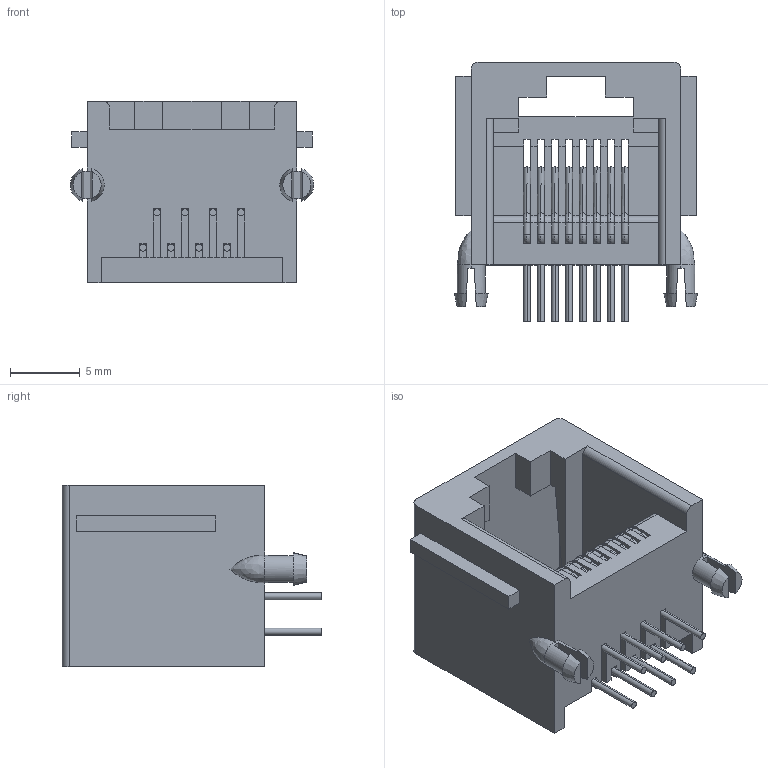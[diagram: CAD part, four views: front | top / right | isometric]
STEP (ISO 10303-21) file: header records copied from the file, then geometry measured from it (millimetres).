
FILE_DESCRIPTION((''),'2;1');
FILE_NAME('RJ45_SOCKET_ASM','2016-04-23T',('RDamianH'),(''),'PRO/ENGINEER BY PARAMETRIC TECHNOLOGY CORPORATION, 2012060','PRO/ENGINEER BY PARAMETRIC TECHNOLOGY CORPORATION, 2012060','');
FILE_SCHEMA(('CONFIG_CONTROL_DESIGN'));
Length unit declared in the file: metre
Products named in the file (3): PIN; PIN2; RJ45_SOCKET_ASM
Assembly tree (8 placements, depth 2):
  RJ45_SOCKET_ASM
    PIN  x4
    PIN2  x4
Bounding box: 17.41 x 18.57 x 13 mm (x, y, z)
Volume: 37.8 mm3; surface area: 2537.4 mm2
Topology: 8 solids, 9 shells, 298 faces, 891 edges, 586 vertices
Faces by surface type: plane 163, cylinder 81, torus 48, cone 4, bspline 2
Entity records: 7378 total; most frequent: CARTESIAN_POINT 1397, ORIENTED_EDGE 1298, DIRECTION 1175, EDGE_CURVE 649, VECTOR 513, LINE 513, VERTEX_POINT 430, AXIS2_PLACEMENT_3D 331
